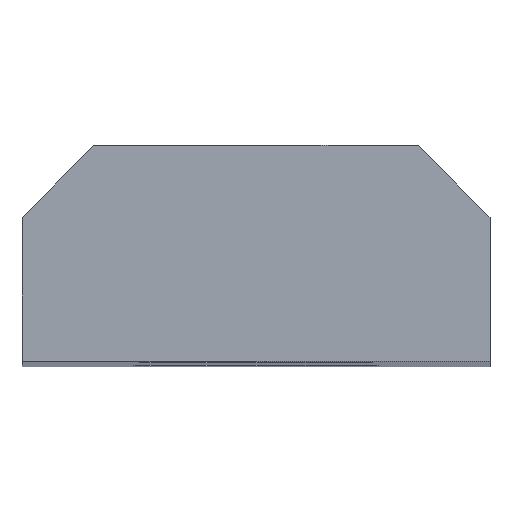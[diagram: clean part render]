
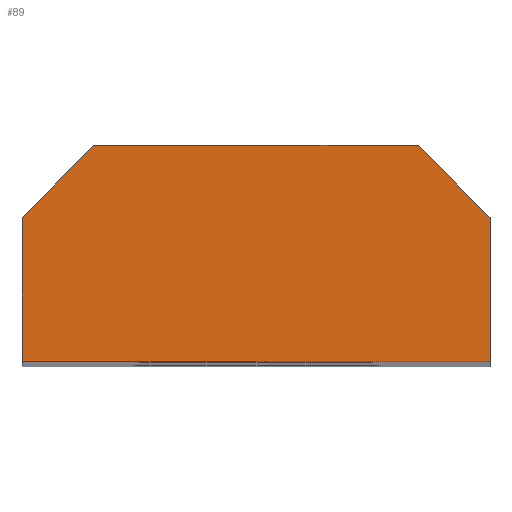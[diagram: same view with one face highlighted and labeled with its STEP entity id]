
A CAD part, top view. The second image highlights one B-rep face of the part: STEP entity #89.
In plain terms, the highlighted planar face has unit normal (0, 0, 1).
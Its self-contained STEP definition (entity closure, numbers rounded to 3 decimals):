
#14 = EDGE_CURVE ( 'NONE', #396, #106, #194, .T. ) ;
#40 = DIRECTION ( 'NONE',  ( 1., 0., 0. ) ) ;
#52 = CARTESIAN_POINT ( 'NONE',  ( -6.5, 0., 81. ) ) ;
#59 = FACE_OUTER_BOUND ( 'NONE', #418, .T. ) ;
#60 = VERTEX_POINT ( 'NONE', #230 ) ;
#85 = CARTESIAN_POINT ( 'NONE',  ( 4.5, 6., 81. ) ) ;
#88 = VECTOR ( 'NONE', #119, 1000. ) ;
#89 = ADVANCED_FACE ( 'NONE', ( #59 ), #173, .F. ) ;
#92 = ORIENTED_EDGE ( 'NONE', *, *, #336, .T. ) ;
#100 = CARTESIAN_POINT ( 'NONE',  ( 4.5, 6., 81. ) ) ;
#101 = LINE ( 'NONE', #276, #129 ) ;
#103 = EDGE_CURVE ( 'NONE', #106, #60, #412, .T. ) ;
#105 = DIRECTION ( 'NONE',  ( 0., 0., -1. ) ) ;
#106 = VERTEX_POINT ( 'NONE', #174 ) ;
#119 = DIRECTION ( 'NONE',  ( -0.707, -0.707, 0. ) ) ;
#129 = VECTOR ( 'NONE', #281, 1000. ) ;
#136 = CARTESIAN_POINT ( 'NONE',  ( -6.5, 6., 81. ) ) ;
#142 = DIRECTION ( 'NONE',  ( 0., 1., 0. ) ) ;
#146 = VERTEX_POINT ( 'NONE', #100 ) ;
#166 = ORIENTED_EDGE ( 'NONE', *, *, #103, .T. ) ;
#173 = PLANE ( 'NONE',  #192 ) ;
#174 = CARTESIAN_POINT ( 'NONE',  ( 6.5, 0., 81. ) ) ;
#177 = LINE ( 'NONE', #321, #88 ) ;
#178 = CARTESIAN_POINT ( 'NONE',  ( -6.5, 0., 81. ) ) ;
#185 = CARTESIAN_POINT ( 'NONE',  ( -6.5, 0., 81. ) ) ;
#192 = AXIS2_PLACEMENT_3D ( 'NONE', #136, #105, #342 ) ;
#193 = ORIENTED_EDGE ( 'NONE', *, *, #441, .T. ) ;
#194 = LINE ( 'NONE', #178, #378 ) ;
#197 = VERTEX_POINT ( 'NONE', #200 ) ;
#200 = CARTESIAN_POINT ( 'NONE',  ( -6.5, 4., 81. ) ) ;
#208 = ORIENTED_EDGE ( 'NONE', *, *, #14, .T. ) ;
#222 = VECTOR ( 'NONE', #241, 1000. ) ;
#230 = CARTESIAN_POINT ( 'NONE',  ( 6.5, 4., 81. ) ) ;
#241 = DIRECTION ( 'NONE',  ( 0., -1., 0. ) ) ;
#249 = CARTESIAN_POINT ( 'NONE',  ( -4.5, 6., 81. ) ) ;
#262 = ORIENTED_EDGE ( 'NONE', *, *, #440, .T. ) ;
#276 = CARTESIAN_POINT ( 'NONE',  ( -4.5, 6., 81. ) ) ;
#281 = DIRECTION ( 'NONE',  ( -1., 0., 0. ) ) ;
#288 = DIRECTION ( 'NONE',  ( -0.707, 0.707, 0. ) ) ;
#315 = ORIENTED_EDGE ( 'NONE', *, *, #372, .T. ) ;
#321 = CARTESIAN_POINT ( 'NONE',  ( -4.5, 6., 81. ) ) ;
#323 = VECTOR ( 'NONE', #142, 1000. ) ;
#336 = EDGE_CURVE ( 'NONE', #146, #434, #101, .T. ) ;
#342 = DIRECTION ( 'NONE',  ( -1., 0., 0. ) ) ;
#372 = EDGE_CURVE ( 'NONE', #197, #396, #398, .T. ) ;
#377 = CARTESIAN_POINT ( 'NONE',  ( 6.5, 0., 81. ) ) ;
#378 = VECTOR ( 'NONE', #40, 1000. ) ;
#396 = VERTEX_POINT ( 'NONE', #52 ) ;
#398 = LINE ( 'NONE', #185, #222 ) ;
#412 = LINE ( 'NONE', #377, #323 ) ;
#415 = VECTOR ( 'NONE', #288, 1000. ) ;
#418 = EDGE_LOOP ( 'NONE', ( #315, #208, #166, #193, #92, #262 ) ) ;
#434 = VERTEX_POINT ( 'NONE', #249 ) ;
#440 = EDGE_CURVE ( 'NONE', #434, #197, #177, .T. ) ;
#441 = EDGE_CURVE ( 'NONE', #60, #146, #446, .T. ) ;
#446 = LINE ( 'NONE', #85, #415 ) ;
